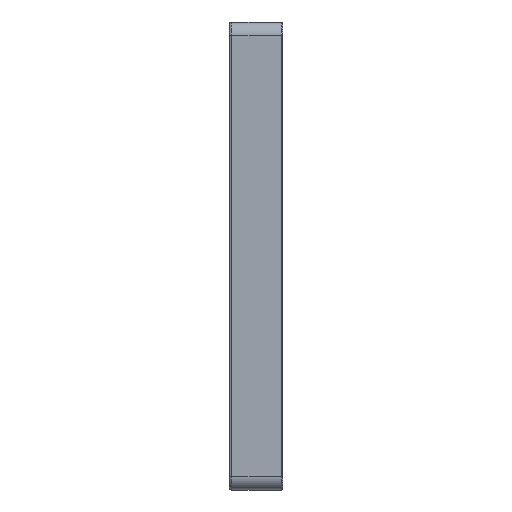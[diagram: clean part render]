
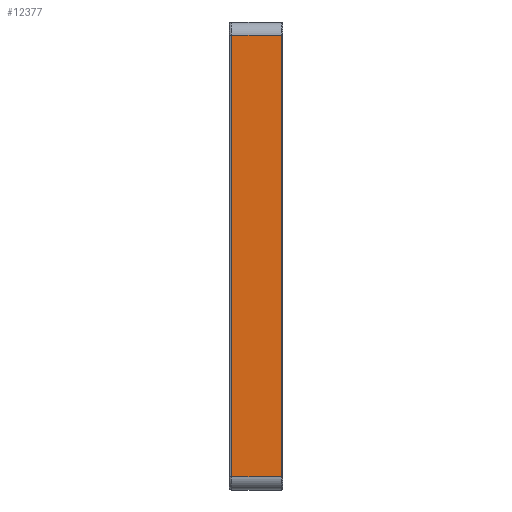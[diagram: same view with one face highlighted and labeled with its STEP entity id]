
A CAD part, left-side view. The second image highlights one B-rep face of the part: STEP entity #12377.
In plain terms, the highlighted planar face has unit normal (-1, 0, 0).
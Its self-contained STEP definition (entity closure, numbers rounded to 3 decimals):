
#184=PLANE('',#13326);
#715=FACE_OUTER_BOUND('',#1420,.T.);
#1420=EDGE_LOOP('',(#9631,#9632,#9633,#9634));
#3491=LINE('',#29134,#4238);
#3496=LINE('',#29151,#4243);
#3498=LINE('',#29157,#4245);
#3499=LINE('',#29158,#4246);
#4238=VECTOR('',#15692,10.);
#4243=VECTOR('',#15711,10.);
#4245=VECTOR('',#15717,10.);
#4246=VECTOR('',#15718,10.);
#5465=VERTEX_POINT('',#29128);
#5466=VERTEX_POINT('',#29132);
#5471=VERTEX_POINT('',#29150);
#5473=VERTEX_POINT('',#29156);
#7138=EDGE_CURVE('',#5465,#5466,#3491,.T.);
#7146=EDGE_CURVE('',#5466,#5471,#3496,.T.);
#7149=EDGE_CURVE('',#5465,#5473,#3498,.T.);
#7150=EDGE_CURVE('',#5471,#5473,#3499,.T.);
#9631=ORIENTED_EDGE('',*,*,#7138,.F.);
#9632=ORIENTED_EDGE('',*,*,#7149,.T.);
#9633=ORIENTED_EDGE('',*,*,#7150,.F.);
#9634=ORIENTED_EDGE('',*,*,#7146,.F.);
#12377=ADVANCED_FACE('',(#715),#184,.T.);
#13326=AXIS2_PLACEMENT_3D('',#29155,#15715,#15716);
#15692=DIRECTION('',(0.,0.,-1.));
#15711=DIRECTION('',(0.,1.,0.));
#15715=DIRECTION('center_axis',(-1.,0.,0.));
#15716=DIRECTION('ref_axis',(0.,0.,-1.));
#15717=DIRECTION('',(0.,1.,0.));
#15718=DIRECTION('',(0.,0.,1.));
#29128=CARTESIAN_POINT('',(0.,0.5,-5.));
#29132=CARTESIAN_POINT('',(0.,0.5,-172.875));
#29134=CARTESIAN_POINT('',(0.,0.5,-44.469));
#29150=CARTESIAN_POINT('',(0.,19.5,-172.875));
#29151=CARTESIAN_POINT('',(0.,19.5,-172.875));
#29155=CARTESIAN_POINT('Origin',(0.,19.5,0.));
#29156=CARTESIAN_POINT('',(0.,19.5,-5.));
#29157=CARTESIAN_POINT('',(0.,19.5,-5.));
#29158=CARTESIAN_POINT('',(0.,19.5,-44.469));
